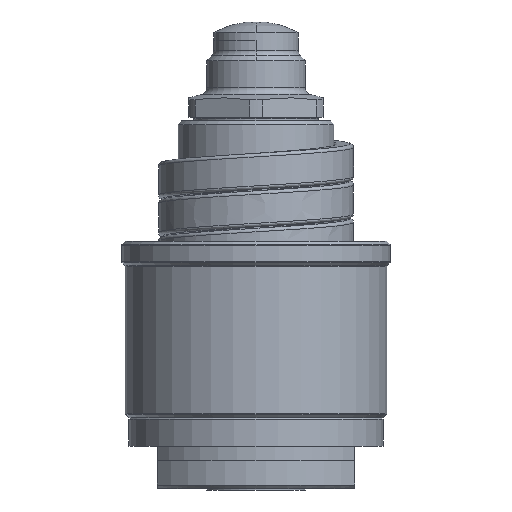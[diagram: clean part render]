
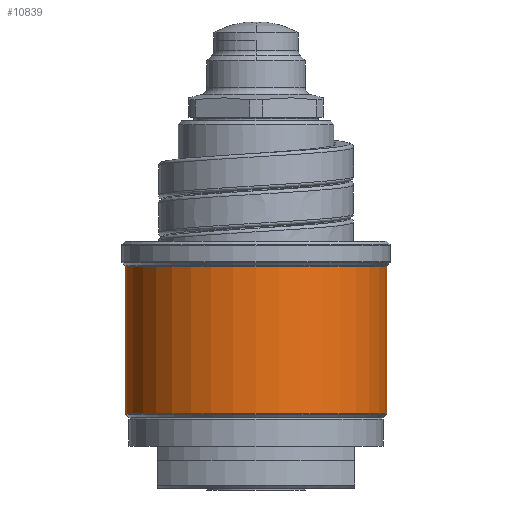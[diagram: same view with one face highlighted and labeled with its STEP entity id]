
A CAD part, front view. The second image highlights one B-rep face of the part: STEP entity #10839.
In plain terms, the highlighted cylindrical face has radius 18.5 mm (diameter 37 mm), a partial arc.
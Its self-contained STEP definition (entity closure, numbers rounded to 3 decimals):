
#3746=CARTESIAN_POINT('',(0.,0.,10.583));
#3747=DIRECTION('',(0.,0.,1.));
#3748=DIRECTION('',(-1.,0.,0.));
#3749=AXIS2_PLACEMENT_3D('',#3746,#3747,#3748);
#3751=DIRECTION('',(0.,0.,-1.));
#3752=VECTOR('',#3751,20.834);
#3753=CARTESIAN_POINT('',(-18.5,0.,31.417));
#3754=LINE('',#3753,#3752);
#3755=CARTESIAN_POINT('',(0.,0.,31.417));
#3756=DIRECTION('',(0.,0.,1.));
#3757=DIRECTION('',(-1.,0.,0.));
#3758=AXIS2_PLACEMENT_3D('',#3755,#3756,#3757);
#3760=DIRECTION('',(0.,0.,-1.));
#3761=VECTOR('',#3760,20.834);
#3762=CARTESIAN_POINT('',(18.5,0.,31.417));
#3763=LINE('',#3762,#3761);
#5613=CARTESIAN_POINT('',(18.5,0.,31.417));
#5614=CARTESIAN_POINT('',(-18.5,0.,31.417));
#5615=VERTEX_POINT('',#5613);
#5616=VERTEX_POINT('',#5614);
#5639=CARTESIAN_POINT('',(18.5,0.,10.583));
#5640=VERTEX_POINT('',#5639);
#5641=CARTESIAN_POINT('',(-18.5,0.,10.583));
#5642=VERTEX_POINT('',#5641);
#10827=CARTESIAN_POINT('',(0.,0.,8.75));
#10828=DIRECTION('',(0.,0.,1.));
#10829=DIRECTION('',(-1.,0.,0.));
#10830=AXIS2_PLACEMENT_3D('',#10827,#10828,#10829);
#10831=CYLINDRICAL_SURFACE('',#10830,18.5);
#10832=ORIENTED_EDGE('',*,*,#8434,.F.);
#10833=ORIENTED_EDGE('',*,*,#8415,.F.);
#10835=ORIENTED_EDGE('',*,*,#10834,.T.);
#10836=ORIENTED_EDGE('',*,*,#8411,.T.);
#10837=EDGE_LOOP('',(#10832,#10833,#10835,#10836));
#10838=FACE_OUTER_BOUND('',#10837,.F.);
#3750=CIRCLE('',#3749,18.5);
#3759=CIRCLE('',#3758,18.5);
#8411=EDGE_CURVE('',#5615,#5640,#3763,.T.);
#8415=EDGE_CURVE('',#5616,#5642,#3754,.T.);
#8434=EDGE_CURVE('',#5642,#5640,#3750,.T.);
#10834=EDGE_CURVE('',#5616,#5615,#3759,.T.);
#10839=ADVANCED_FACE('',(#10838),#10831,.T.);
